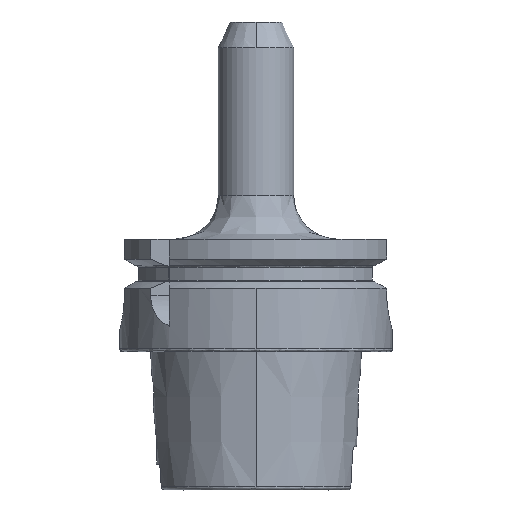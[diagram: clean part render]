
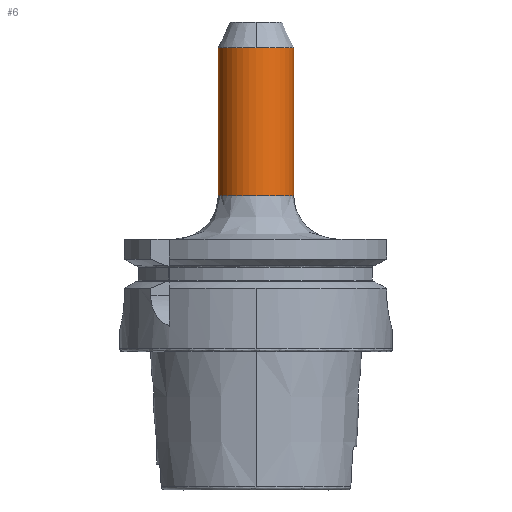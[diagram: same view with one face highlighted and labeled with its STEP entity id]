
A CAD part, front view. The second image highlights one B-rep face of the part: STEP entity #6.
In plain terms, the highlighted cylindrical face has radius 8.763 mm (diameter 17.526 mm), a partial arc.
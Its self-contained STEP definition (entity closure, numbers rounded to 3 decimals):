
#6 = ADVANCED_FACE ( 'NONE', ( #3301 ), #2768, .T. ) ;
#29 = CARTESIAN_POINT ( 'NONE',  ( 8.763, 0., 70.275 ) ) ;
#91 = CARTESIAN_POINT ( 'NONE',  ( 0., 0., 36. ) ) ;
#188 = CARTESIAN_POINT ( 'NONE',  ( 8.763, 0., 36. ) ) ;
#197 = VERTEX_POINT ( 'NONE', #405 ) ;
#371 = EDGE_CURVE ( 'NONE', #4032, #4848, #1018, .T. ) ;
#405 = CARTESIAN_POINT ( 'NONE',  ( 8.763, 0., 70.275 ) ) ;
#440 = DIRECTION ( 'NONE',  ( 0., 0., 1. ) ) ;
#848 = EDGE_CURVE ( 'NONE', #2986, #4032, #3152, .T. ) ;
#905 = ORIENTED_EDGE ( 'NONE', *, *, #2253, .F. ) ;
#990 = EDGE_LOOP ( 'NONE', ( #905, #2339, #5231, #5201, #4759 ) ) ;
#1018 = CIRCLE ( 'NONE', #2473, 8.763 ) ;
#1082 = VECTOR ( 'NONE', #4309, 1000. ) ;
#1171 = LINE ( 'NONE', #29, #4366 ) ;
#1382 = DIRECTION ( 'NONE',  ( -1., 0., 0. ) ) ;
#1385 = CARTESIAN_POINT ( 'NONE',  ( -8.763, 0., 70.275 ) ) ;
#1557 = CIRCLE ( 'NONE', #2570, 8.763 ) ;
#1621 = DIRECTION ( 'NONE',  ( 0., 0., 1. ) ) ;
#2032 = EDGE_CURVE ( 'NONE', #2892, #197, #1557, .T. ) ;
#2158 = CIRCLE ( 'NONE', #3077, 8.763 ) ;
#2185 = DIRECTION ( 'NONE',  ( 0., 0., -1. ) ) ;
#2253 = EDGE_CURVE ( 'NONE', #197, #4848, #1171, .T. ) ;
#2339 = ORIENTED_EDGE ( 'NONE', *, *, #2032, .F. ) ;
#2473 = AXIS2_PLACEMENT_3D ( 'NONE', #91, #2948, #3367 ) ;
#2570 = AXIS2_PLACEMENT_3D ( 'NONE', #2900, #440, #3315 ) ;
#2768 = CYLINDRICAL_SURFACE ( 'NONE', #5093, 8.763 ) ;
#2892 = VERTEX_POINT ( 'NONE', #4810 ) ;
#2900 = CARTESIAN_POINT ( 'NONE',  ( 0., 0., 70.275 ) ) ;
#2948 = DIRECTION ( 'NONE',  ( 0., 0., 1. ) ) ;
#2986 = VERTEX_POINT ( 'NONE', #4341 ) ;
#3077 = AXIS2_PLACEMENT_3D ( 'NONE', #4130, #1621, #4554 ) ;
#3152 = LINE ( 'NONE', #1385, #1082 ) ;
#3301 = FACE_OUTER_BOUND ( 'NONE', #990, .T. ) ;
#3315 = DIRECTION ( 'NONE',  ( -1., 0., 0. ) ) ;
#3367 = DIRECTION ( 'NONE',  ( 0., -1., 0. ) ) ;
#3990 = CARTESIAN_POINT ( 'NONE',  ( -8.763, 0., 36. ) ) ;
#4032 = VERTEX_POINT ( 'NONE', #3990 ) ;
#4130 = CARTESIAN_POINT ( 'NONE',  ( 0., 0., 70.275 ) ) ;
#4198 = EDGE_CURVE ( 'NONE', #2986, #2892, #2158, .T. ) ;
#4307 = CARTESIAN_POINT ( 'NONE',  ( 0., 0., 70.275 ) ) ;
#4309 = DIRECTION ( 'NONE',  ( 0., 0., -1. ) ) ;
#4341 = CARTESIAN_POINT ( 'NONE',  ( -8.763, 0., 70.275 ) ) ;
#4366 = VECTOR ( 'NONE', #5001, 1000. ) ;
#4554 = DIRECTION ( 'NONE',  ( -1., 0., 0. ) ) ;
#4759 = ORIENTED_EDGE ( 'NONE', *, *, #371, .T. ) ;
#4810 = CARTESIAN_POINT ( 'NONE',  ( 0., -8.763, 70.275 ) ) ;
#4848 = VERTEX_POINT ( 'NONE', #188 ) ;
#5001 = DIRECTION ( 'NONE',  ( 0., 0., -1. ) ) ;
#5093 = AXIS2_PLACEMENT_3D ( 'NONE', #4307, #2185, #1382 ) ;
#5201 = ORIENTED_EDGE ( 'NONE', *, *, #848, .T. ) ;
#5231 = ORIENTED_EDGE ( 'NONE', *, *, #4198, .F. ) ;
